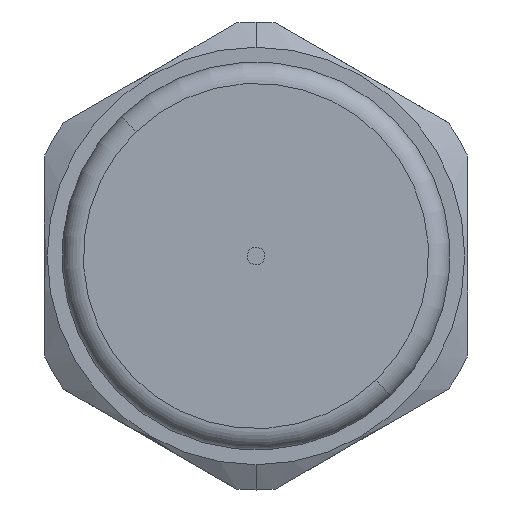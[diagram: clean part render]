
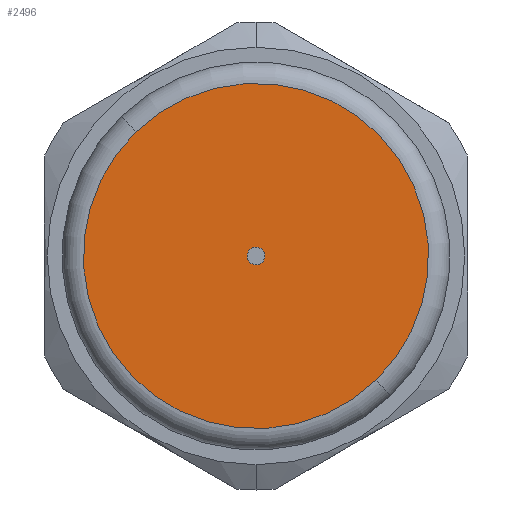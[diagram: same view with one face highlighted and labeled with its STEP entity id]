
A CAD part, left-side view. The second image highlights one B-rep face of the part: STEP entity #2496.
In plain terms, the highlighted planar face has unit normal (-1, 0, 0).
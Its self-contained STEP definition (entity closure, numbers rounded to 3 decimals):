
#96 = PLANE ( 'NONE',  #174 ) ;
#174 = AXIS2_PLACEMENT_3D ( 'NONE', #6095, #2433, #6169 ) ;
#330 = CIRCLE ( 'NONE', #6660, 0.6 ) ;
#652 = CIRCLE ( 'NONE', #5640, 11.658 ) ;
#777 = DIRECTION ( 'NONE',  ( 1., 0., 0. ) ) ;
#1004 = VERTEX_POINT ( 'NONE', #5102 ) ;
#1118 = EDGE_CURVE ( 'NONE', #1004, #5014, #4116, .T. ) ;
#1618 = ORIENTED_EDGE ( 'NONE', *, *, #2038, .T. ) ;
#1811 = CARTESIAN_POINT ( 'NONE',  ( -39.63, 0., 0. ) ) ;
#1885 = DIRECTION ( 'NONE',  ( 0., -0.694, -0.72 ) ) ;
#1919 = ORIENTED_EDGE ( 'NONE', *, *, #6858, .F. ) ;
#1942 = DIRECTION ( 'NONE',  ( 1., 0., 0. ) ) ;
#2038 = EDGE_CURVE ( 'NONE', #5158, #2756, #5195, .T. ) ;
#2143 = FACE_BOUND ( 'NONE', #6852, .T. ) ;
#2433 = DIRECTION ( 'NONE',  ( -1., 0., 0. ) ) ;
#2435 = DIRECTION ( 'NONE',  ( 1., 0., 0. ) ) ;
#2496 = ADVANCED_FACE ( 'NONE', ( #2143, #2611 ), #96, .T. ) ;
#2580 = DIRECTION ( 'NONE',  ( 0., -0.694, -0.72 ) ) ;
#2611 = FACE_OUTER_BOUND ( 'NONE', #7512, .T. ) ;
#2756 = VERTEX_POINT ( 'NONE', #5798 ) ;
#2786 = DIRECTION ( 'NONE',  ( 0., -0.694, -0.72 ) ) ;
#3207 = CARTESIAN_POINT ( 'NONE',  ( -39.63, 0., 0. ) ) ;
#3938 = ORIENTED_EDGE ( 'NONE', *, *, #1118, .F. ) ;
#4038 = EDGE_CURVE ( 'NONE', #2756, #5158, #330, .T. ) ;
#4093 = CARTESIAN_POINT ( 'NONE',  ( -39.63, 0.416, 0.432 ) ) ;
#4116 = CIRCLE ( 'NONE', #5831, 11.658 ) ;
#4387 = CARTESIAN_POINT ( 'NONE',  ( -39.63, 0., 0. ) ) ;
#4841 = ORIENTED_EDGE ( 'NONE', *, *, #4038, .T. ) ;
#5014 = VERTEX_POINT ( 'NONE', #5171 ) ;
#5102 = CARTESIAN_POINT ( 'NONE',  ( -39.63, -8.091, -8.394 ) ) ;
#5158 = VERTEX_POINT ( 'NONE', #4093 ) ;
#5171 = CARTESIAN_POINT ( 'NONE',  ( -39.63, 8.091, 8.394 ) ) ;
#5195 = CIRCLE ( 'NONE', #7574, 0.6 ) ;
#5640 = AXIS2_PLACEMENT_3D ( 'NONE', #4387, #777, #2580 ) ;
#5798 = CARTESIAN_POINT ( 'NONE',  ( -39.63, -0.416, -0.432 ) ) ;
#5821 = CARTESIAN_POINT ( 'NONE',  ( -39.63, 0., 0. ) ) ;
#5831 = AXIS2_PLACEMENT_3D ( 'NONE', #5821, #7656, #2786 ) ;
#6095 = CARTESIAN_POINT ( 'NONE',  ( -39.63, -0.416, -0.432 ) ) ;
#6169 = DIRECTION ( 'NONE',  ( 0., 0.694, 0.72 ) ) ;
#6660 = AXIS2_PLACEMENT_3D ( 'NONE', #3207, #1942, #1885 ) ;
#6665 = DIRECTION ( 'NONE',  ( 0., -0.694, -0.72 ) ) ;
#6852 = EDGE_LOOP ( 'NONE', ( #4841, #1618 ) ) ;
#6858 = EDGE_CURVE ( 'NONE', #5014, #1004, #652, .T. ) ;
#7512 = EDGE_LOOP ( 'NONE', ( #3938, #1919 ) ) ;
#7574 = AXIS2_PLACEMENT_3D ( 'NONE', #1811, #2435, #6665 ) ;
#7656 = DIRECTION ( 'NONE',  ( 1., 0., 0. ) ) ;
